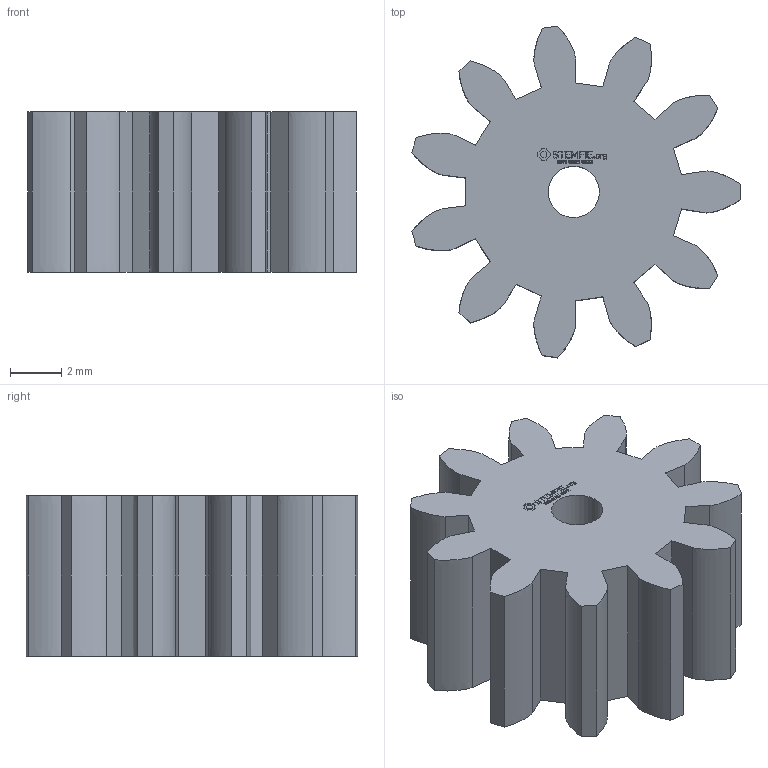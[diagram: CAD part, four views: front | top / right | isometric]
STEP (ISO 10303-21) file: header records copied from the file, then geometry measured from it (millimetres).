
FILE_DESCRIPTION(('FreeCAD Model'),'2;1');
FILE_NAME('Open CASCADE Shape Model','2024-03-09T16:45:42',(''),(''), 'Open CASCADE STEP processor 7.6','FreeCAD','Unknown');
FILE_SCHEMA(('AUTOMOTIVE_DESIGN { 1 0 10303 214 1 1 1 1 }'));
Length unit declared in the file: millimetre
Products named in the file (1): Gear Wheel PLN TTH11 BU00.50 SFT2.0mm - SPN-GWH-0022 (stemfie.org)
Bounding box: 12.81 x 12.94 x 6.25 mm (x, y, z)
Volume: 544.1 mm3; surface area: 663.5 mm2
Topology: 1 solids, 1 shells, 529 faces, 1491 edges, 994 vertices
Faces by surface type: plane 316, extrusion 212, cylinder 1
Full cylindrical faces by diameter (mm): 2 x1
Entity records: 38976 total; most frequent: CARTESIAN_POINT 10007, DIRECTION 4475, VECTOR 3833, LINE 3621, ORIENTED_EDGE 2982, PCURVE 2982, DEFINITIONAL_REPRESENTATION 2982, EDGE_CURVE 1491
